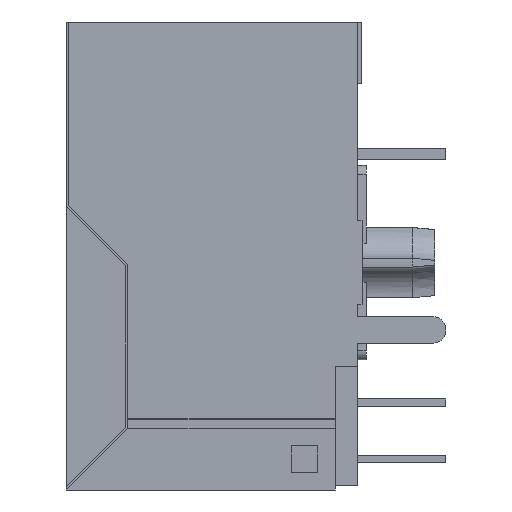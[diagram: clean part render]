
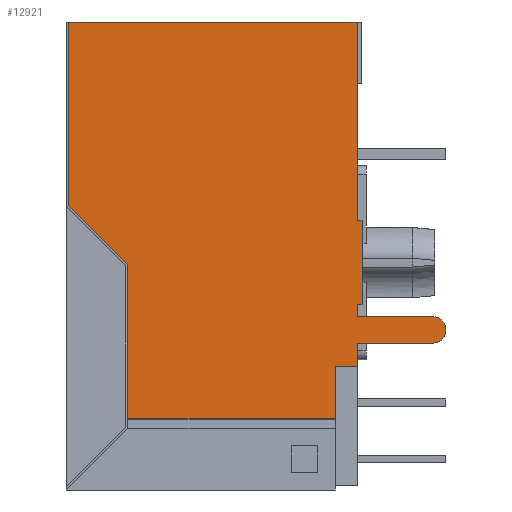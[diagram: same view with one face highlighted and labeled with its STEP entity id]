
A CAD part, left-side view. The second image highlights one B-rep face of the part: STEP entity #12921.
In plain terms, the highlighted planar face has unit normal (-1, 0, 0).
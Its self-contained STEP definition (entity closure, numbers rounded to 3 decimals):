
#868=CIRCLE('',#13381,0.6);
#1563=FACE_OUTER_BOUND('',#2309,.T.);
#2309=EDGE_LOOP('',(#10892,#10893,#10894,#10895,#10896,#10897,#10898,#10899,
#10900,#10901,#10902,#10903,#10904,#10905,#10906,#10907));
#3258=LINE('',#22817,#4544);
#3260=LINE('',#22823,#4546);
#3278=LINE('',#22872,#4564);
#3409=LINE('',#23204,#4695);
#3410=LINE('',#23205,#4696);
#3411=LINE('',#23207,#4697);
#3412=LINE('',#23209,#4698);
#3413=LINE('',#23210,#4699);
#3414=LINE('',#23212,#4700);
#3415=LINE('',#23214,#4701);
#3416=LINE('',#23216,#4702);
#3417=LINE('',#23218,#4703);
#3418=LINE('',#23220,#4704);
#3419=LINE('',#23222,#4705);
#3420=LINE('',#23223,#4706);
#4544=VECTOR('',#14837,1000.);
#4546=VECTOR('',#14841,1000.);
#4564=VECTOR('',#14877,1000.);
#4695=VECTOR('',#15132,1000.);
#4696=VECTOR('',#15133,1000.);
#4697=VECTOR('',#15134,1000.);
#4698=VECTOR('',#15135,1000.);
#4699=VECTOR('',#15136,1000.);
#4700=VECTOR('',#15137,1000.);
#4701=VECTOR('',#15138,1000.);
#4702=VECTOR('',#15139,1000.);
#4703=VECTOR('',#15140,1000.);
#4704=VECTOR('',#15141,1000.);
#4705=VECTOR('',#15142,1000.);
#4706=VECTOR('',#15143,1000.);
#5947=VERTEX_POINT('',#22807);
#5951=VERTEX_POINT('',#22815);
#5952=VERTEX_POINT('',#22819);
#5954=VERTEX_POINT('',#22822);
#5966=VERTEX_POINT('',#22850);
#5968=VERTEX_POINT('',#22853);
#5974=VERTEX_POINT('',#22868);
#5976=VERTEX_POINT('',#22871);
#6116=VERTEX_POINT('',#23206);
#6117=VERTEX_POINT('',#23208);
#6118=VERTEX_POINT('',#23211);
#6119=VERTEX_POINT('',#23213);
#6120=VERTEX_POINT('',#23215);
#6121=VERTEX_POINT('',#23217);
#6122=VERTEX_POINT('',#23219);
#6123=VERTEX_POINT('',#23221);
#7596=EDGE_CURVE('',#5951,#5947,#3258,.T.);
#7598=EDGE_CURVE('',#5952,#5954,#3260,.T.);
#7612=EDGE_CURVE('',#5968,#5966,#868,.T.);
#7620=EDGE_CURVE('',#5974,#5976,#3278,.T.);
#7788=EDGE_CURVE('',#5968,#5974,#3409,.T.);
#7789=EDGE_CURVE('',#5966,#5954,#3410,.T.);
#7790=EDGE_CURVE('',#6116,#5952,#3411,.T.);
#7791=EDGE_CURVE('',#6117,#6116,#3412,.T.);
#7792=EDGE_CURVE('',#6117,#5947,#3413,.T.);
#7793=EDGE_CURVE('',#5951,#6118,#3414,.T.);
#7794=EDGE_CURVE('',#6118,#6119,#3415,.T.);
#7795=EDGE_CURVE('',#6119,#6120,#3416,.T.);
#7796=EDGE_CURVE('',#6120,#6121,#3417,.T.);
#7797=EDGE_CURVE('',#6121,#6122,#3418,.T.);
#7798=EDGE_CURVE('',#6122,#6123,#3419,.T.);
#7799=EDGE_CURVE('',#6123,#5976,#3420,.T.);
#10892=ORIENTED_EDGE('',*,*,#7788,.F.);
#10893=ORIENTED_EDGE('',*,*,#7612,.T.);
#10894=ORIENTED_EDGE('',*,*,#7789,.T.);
#10895=ORIENTED_EDGE('',*,*,#7598,.F.);
#10896=ORIENTED_EDGE('',*,*,#7790,.F.);
#10897=ORIENTED_EDGE('',*,*,#7791,.F.);
#10898=ORIENTED_EDGE('',*,*,#7792,.T.);
#10899=ORIENTED_EDGE('',*,*,#7596,.F.);
#10900=ORIENTED_EDGE('',*,*,#7793,.T.);
#10901=ORIENTED_EDGE('',*,*,#7794,.T.);
#10902=ORIENTED_EDGE('',*,*,#7795,.T.);
#10903=ORIENTED_EDGE('',*,*,#7796,.T.);
#10904=ORIENTED_EDGE('',*,*,#7797,.T.);
#10905=ORIENTED_EDGE('',*,*,#7798,.T.);
#10906=ORIENTED_EDGE('',*,*,#7799,.T.);
#10907=ORIENTED_EDGE('',*,*,#7620,.F.);
#12246=PLANE('',#13448);
#12921=ADVANCED_FACE('',(#1563),#12246,.T.);
#13381=AXIS2_PLACEMENT_3D('',#22854,#14861,#14862);
#13448=AXIS2_PLACEMENT_3D('',#23203,#15130,#15131);
#14837=DIRECTION('',(0.,0.,-1.));
#14841=DIRECTION('',(0.,0.,-1.));
#14861=DIRECTION('center_axis',(-1.,0.,0.));
#14862=DIRECTION('ref_axis',(0.,0.,1.));
#14877=DIRECTION('',(0.,0.,-1.));
#15130=DIRECTION('center_axis',(-1.,0.,0.));
#15131=DIRECTION('ref_axis',(0.,0.,1.));
#15132=DIRECTION('',(0.,1.,0.));
#15133=DIRECTION('',(0.,1.,0.));
#15134=DIRECTION('',(0.,1.,0.));
#15135=DIRECTION('',(0.,0.,-1.));
#15136=DIRECTION('',(0.,1.,0.));
#15137=DIRECTION('',(0.,1.,0.));
#15138=DIRECTION('',(0.,0.,-1.));
#15139=DIRECTION('',(0.,-0.707,-0.707));
#15140=DIRECTION('',(0.,0.,-1.));
#15141=DIRECTION('',(0.,-1.,0.));
#15142=DIRECTION('',(0.,0.,1.));
#15143=DIRECTION('',(0.,-1.,0.));
#22807=CARTESIAN_POINT('',(-8.,-6.51,-8.8));
#22815=CARTESIAN_POINT('',(-8.,-6.51,0.2));
#22817=CARTESIAN_POINT('',(-8.,-6.51,-15.4));
#22819=CARTESIAN_POINT('',(-8.,-6.51,-12.6));
#22822=CARTESIAN_POINT('',(-8.,-6.51,-13.15));
#22823=CARTESIAN_POINT('',(-8.,-6.51,-15.4));
#22850=CARTESIAN_POINT('',(-8.,-9.91,-13.15));
#22853=CARTESIAN_POINT('',(-8.,-9.91,-14.35));
#22854=CARTESIAN_POINT('Origin',(-8.,-9.91,-13.75));
#22868=CARTESIAN_POINT('',(-8.,-6.51,-14.35));
#22871=CARTESIAN_POINT('',(-8.,-6.51,-15.4));
#22872=CARTESIAN_POINT('',(-8.,-6.51,-15.4));
#23203=CARTESIAN_POINT('Origin',(-8.,-6.5,-20.8));
#23204=CARTESIAN_POINT('',(-8.,-10.51,-14.35));
#23205=CARTESIAN_POINT('',(-8.,-10.51,-13.15));
#23206=CARTESIAN_POINT('',(-8.,-6.71,-12.6));
#23207=CARTESIAN_POINT('',(-8.,-6.71,-12.6));
#23208=CARTESIAN_POINT('',(-8.,-6.71,-8.8));
#23209=CARTESIAN_POINT('',(-8.,-6.71,-8.8));
#23210=CARTESIAN_POINT('',(-8.,-6.71,-8.8));
#23211=CARTESIAN_POINT('',(-8.,6.6,0.2));
#23212=CARTESIAN_POINT('',(-8.,-6.5,0.2));
#23213=CARTESIAN_POINT('',(-8.,6.6,-8.1));
#23214=CARTESIAN_POINT('',(-8.,6.6,0.2));
#23215=CARTESIAN_POINT('',(-8.,3.9,-10.8));
#23216=CARTESIAN_POINT('',(-8.,6.7,-8.));
#23217=CARTESIAN_POINT('',(-8.,3.9,-17.78));
#23218=CARTESIAN_POINT('',(-8.,3.9,-10.8));
#23219=CARTESIAN_POINT('',(-8.,-5.5,-17.78));
#23220=CARTESIAN_POINT('',(-8.,3.9,-17.78));
#23221=CARTESIAN_POINT('',(-8.,-5.5,-15.4));
#23222=CARTESIAN_POINT('',(-8.,-5.5,-21.));
#23223=CARTESIAN_POINT('',(-8.,-6.5,-15.4));
